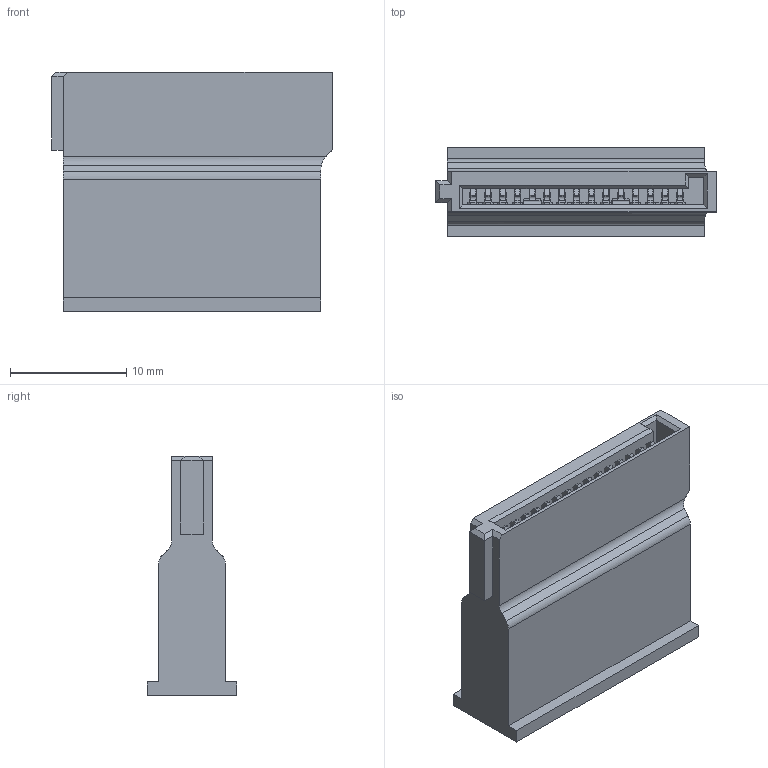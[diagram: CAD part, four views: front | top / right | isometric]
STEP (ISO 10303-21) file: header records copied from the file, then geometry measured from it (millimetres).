
FILE_DESCRIPTION (( 'STEP AP203' ), '1' );
FILE_NAME ('sata.STP', '2013-03-29T11:25:07', ( '' ), ( '' ), 'SwSTEP 2.0', 'SolidWorks 2012', '' );
FILE_SCHEMA (( 'CONFIG_CONTROL_DESIGN' ));
Length unit declared in the file: millimetre
Products named in the file (3): sata; sata_crimp; sata_connector
Assembly tree (6 placements, depth 2):
  sata
    sata_connector
    sata_crimp  x5
Bounding box: 24.13 x 7.7 x 20.6 mm (x, y, z)
Volume: 1838.7 mm3; surface area: 3358.8 mm2
Topology: 6 solids, 6 shells, 1450 faces, 4119 edges, 2686 vertices
Faces by surface type: plane 1024, cylinder 346, bspline 80
Entity records: 18496 total; most frequent: CARTESIAN_POINT 4193, ORIENTED_EDGE 3038, DIRECTION 2687, EDGE_CURVE 1519, VECTOR 1253, LINE 1253, VERTEX_POINT 990, AXIS2_PLACEMENT_3D 717
